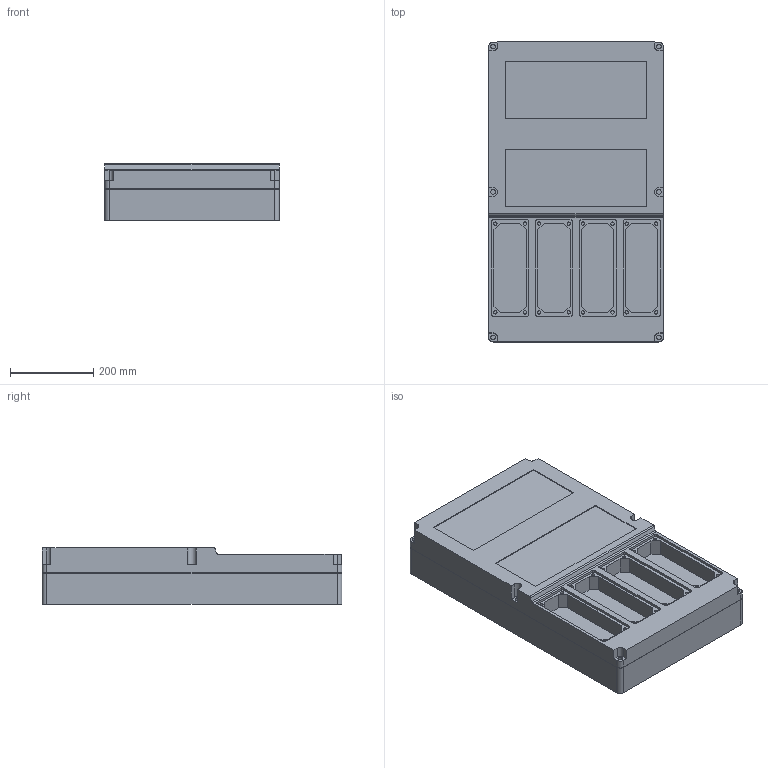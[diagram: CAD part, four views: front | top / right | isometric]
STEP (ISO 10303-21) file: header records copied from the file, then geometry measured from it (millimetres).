
FILE_DESCRIPTION(('Creo Elements/Direct Modeling STEP Export'),'2;1');
FILE_NAME('0ln7tug5rd5nb3m5652','2023-06-26T11:29:24',(''),(''),'Creo Elements/Direct Modeling STEP processor for AP214 (Solid Model)','Creo Elements/Direct Modeling 20.1B 02-Apr-2019 (C) Parametric Technology GmbH','');
FILE_SCHEMA(('AUTOMOTIVE_DESIGN { 1 0 10303 214 1 1 1 1 }'));
Length unit declared in the file: millimetre
Products named in the file (2): FM_4272_SQV
Assembly tree (1 placements, depth 2):
  FM_4272_SQV
    FM_4272_SQV
Bounding box: 420 x 720 x 135 mm (x, y, z)
Volume: 35551540 mm3; surface area: 1032139.6 mm2
Topology: 1 solids, 1 shells, 204 faces, 506 edges, 338 vertices
Faces by surface type: plane 124, cylinder 80
Entity records: 5850 total; most frequent: ORIENTED_EDGE 1012, CARTESIAN_POINT 993, DIRECTION 968, EDGE_CURVE 506, VECTOR 342, LINE 342, VERTEX_POINT 338, AXIS2_PLACEMENT_3D 313
